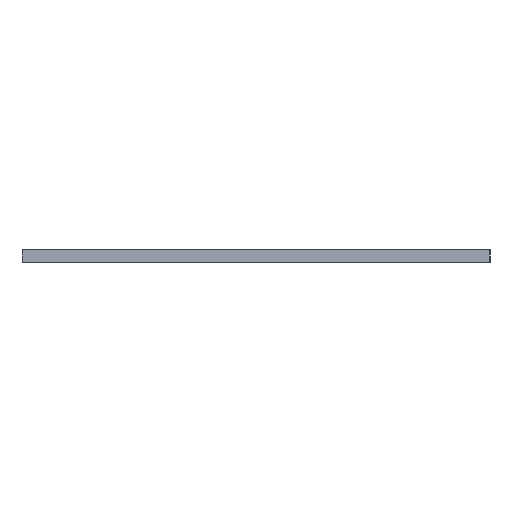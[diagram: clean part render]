
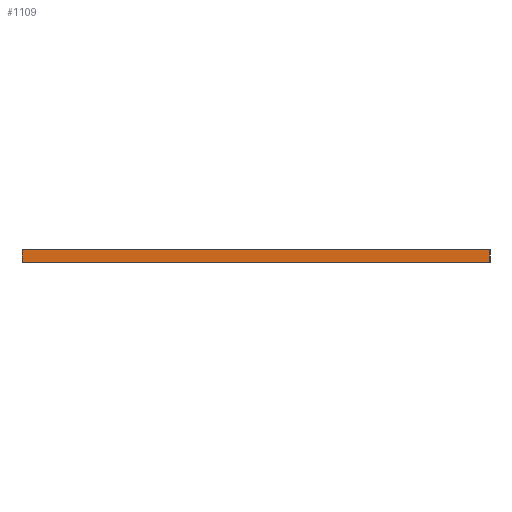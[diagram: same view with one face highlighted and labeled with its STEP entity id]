
A CAD part, left-side view. The second image highlights one B-rep face of the part: STEP entity #1109.
In plain terms, the highlighted planar face has unit normal (-1, 0, 0).
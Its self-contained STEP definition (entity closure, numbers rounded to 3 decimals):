
#127=FACE_OUTER_BOUND('',#181,.T.);
#181=EDGE_LOOP('',(#903,#904,#905,#906));
#315=LINE('',#1805,#439);
#316=LINE('',#1807,#440);
#317=LINE('',#1809,#441);
#318=LINE('',#1810,#442);
#439=VECTOR('',#1491,10.);
#440=VECTOR('',#1492,10.);
#441=VECTOR('',#1493,10.);
#442=VECTOR('',#1494,10.);
#547=VERTEX_POINT('',#1803);
#548=VERTEX_POINT('',#1804);
#549=VERTEX_POINT('',#1806);
#550=VERTEX_POINT('',#1808);
#699=EDGE_CURVE('',#547,#548,#315,.T.);
#700=EDGE_CURVE('',#547,#549,#316,.T.);
#701=EDGE_CURVE('',#550,#549,#317,.T.);
#702=EDGE_CURVE('',#548,#550,#318,.T.);
#903=ORIENTED_EDGE('',*,*,#699,.F.);
#904=ORIENTED_EDGE('',*,*,#700,.T.);
#905=ORIENTED_EDGE('',*,*,#701,.F.);
#906=ORIENTED_EDGE('',*,*,#702,.F.);
#1055=PLANE('',#1209);
#1109=ADVANCED_FACE('',(#127),#1055,.T.);
#1209=AXIS2_PLACEMENT_3D('',#1802,#1489,#1490);
#1489=DIRECTION('center_axis',(-1.,0.,0.));
#1490=DIRECTION('ref_axis',(0.,-1.,0.));
#1491=DIRECTION('',(0.,1.,0.));
#1492=DIRECTION('',(0.,0.,1.));
#1493=DIRECTION('',(0.,-1.,0.));
#1494=DIRECTION('',(0.,0.,1.));
#1802=CARTESIAN_POINT('Origin',(-2.475,-56.675,0.));
#1803=CARTESIAN_POINT('',(-2.475,-112.675,0.));
#1804=CARTESIAN_POINT('',(-2.475,-56.675,0.));
#1805=CARTESIAN_POINT('',(-2.475,-112.675,0.));
#1806=CARTESIAN_POINT('',(-2.475,-112.675,1.5));
#1807=CARTESIAN_POINT('',(-2.475,-112.675,0.));
#1808=CARTESIAN_POINT('',(-2.475,-56.675,1.5));
#1809=CARTESIAN_POINT('',(-2.475,-112.675,1.5));
#1810=CARTESIAN_POINT('',(-2.475,-56.675,0.));
